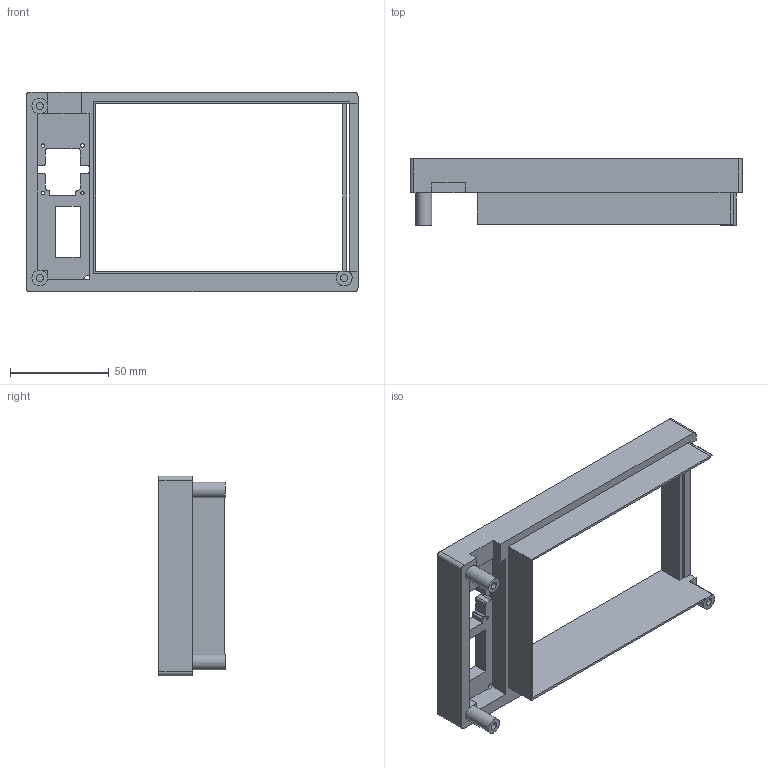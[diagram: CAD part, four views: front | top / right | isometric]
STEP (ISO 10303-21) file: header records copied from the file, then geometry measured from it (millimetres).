
FILE_DESCRIPTION(/* description */ (''),/* implementation_level */ '2;1');
FILE_NAME(/* name */ 'Top Lid v22.step',/* time_stamp */ '2023-05-03T11:28:49-05:00',/* author */ (''),/* organization */ (''),/* preprocessor_version */ 'ST-DEVELOPER v19.2',/* originating_system */ 'Autodesk Translation Framework v12.4.0.73',/* authorisation */ '');
FILE_SCHEMA (('AUTOMOTIVE_DESIGN { 1 0 10303 214 3 1 1 }'));
Length unit declared in the file: millimetre
Products named in the file (1): Top Lid
Bounding box: 168 x 33.6 x 101 mm (x, y, z)
Volume: 85288.6 mm3; surface area: 44939.4 mm2
Topology: 1 solids, 1 shells, 94 faces, 271 edges, 178 vertices
Faces by surface type: plane 65, cylinder 29
Full cylindrical faces by diameter (mm): 1.7 x4, 3.7 x3, 3.8 x1, 8 x2
Entity records: 3150 total; most frequent: CARTESIAN_POINT 544, ORIENTED_EDGE 542, DIRECTION 531, EDGE_CURVE 271, LINE 201, VECTOR 201, VERTEX_POINT 178, AXIS2_PLACEMENT_3D 165
